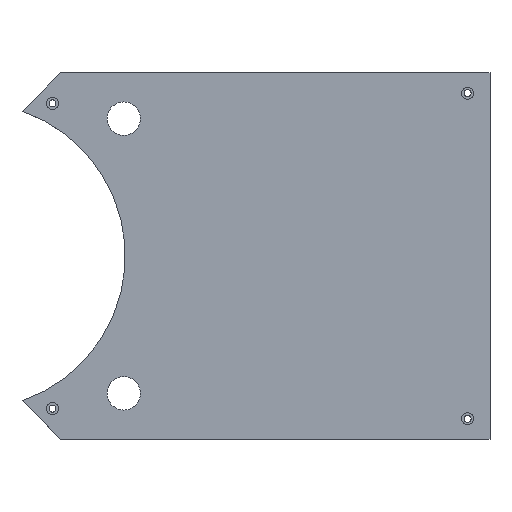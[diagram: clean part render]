
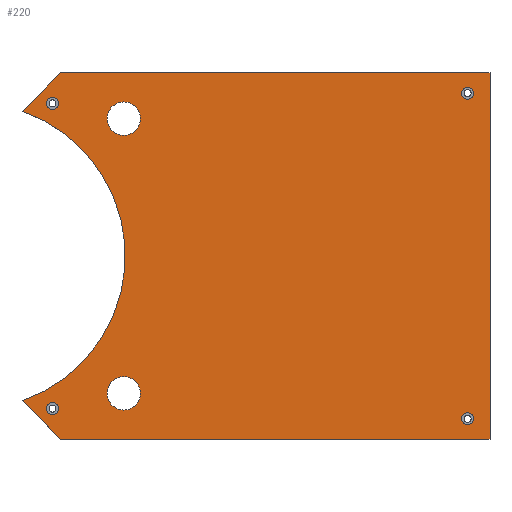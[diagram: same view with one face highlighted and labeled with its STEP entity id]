
A CAD part, top view. The second image highlights one B-rep face of the part: STEP entity #220.
In plain terms, the highlighted planar face has unit normal (0, 0, 1).
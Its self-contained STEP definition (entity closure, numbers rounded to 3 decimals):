
#24 = VERTEX_POINT('',#25);
#25 = CARTESIAN_POINT('',(24.4,-71.131,5.));
#31 = EDGE_CURVE('',#24,#32,#34,.T.);
#32 = VERTEX_POINT('',#33);
#33 = CARTESIAN_POINT('',(24.4,71.131,5.));
#34 = CIRCLE('',#35,75.2);
#35 = AXIS2_PLACEMENT_3D('',#36,#37,#38);
#36 = CARTESIAN_POINT('',(0.,0.,5.));
#37 = DIRECTION('',(0.,0.,1.));
#38 = DIRECTION('',(1.,0.,0.));
#66 = VERTEX_POINT('',#67);
#67 = CARTESIAN_POINT('',(43.269,-90.,5.));
#73 = EDGE_CURVE('',#66,#24,#74,.T.);
#74 = LINE('',#75,#76);
#75 = CARTESIAN_POINT('',(43.269,-90.,5.));
#76 = VECTOR('',#77,1.);
#77 = DIRECTION('',(-0.707,0.707,0.));
#95 = EDGE_CURVE('',#32,#96,#98,.T.);
#96 = VERTEX_POINT('',#97);
#97 = CARTESIAN_POINT('',(43.269,90.,5.));
#98 = LINE('',#99,#100);
#99 = CARTESIAN_POINT('',(24.4,71.131,5.));
#100 = VECTOR('',#101,1.);
#101 = DIRECTION('',(0.707,0.707,0.));
#220 = ADVANCED_FACE('',(#221,#248,#259,#270,#281,#292,#303),#314,.T.);
#221 = FACE_BOUND('',#222,.T.);
#222 = EDGE_LOOP('',(#223,#224,#225,#233,#241,#247));
#223 = ORIENTED_EDGE('',*,*,#31,.F.);
#224 = ORIENTED_EDGE('',*,*,#73,.F.);
#225 = ORIENTED_EDGE('',*,*,#226,.F.);
#226 = EDGE_CURVE('',#227,#66,#229,.T.);
#227 = VERTEX_POINT('',#228);
#228 = CARTESIAN_POINT('',(254.4,-90.,5.));
#229 = LINE('',#230,#231);
#230 = CARTESIAN_POINT('',(254.4,-90.,5.));
#231 = VECTOR('',#232,1.);
#232 = DIRECTION('',(-1.,0.,0.));
#233 = ORIENTED_EDGE('',*,*,#234,.F.);
#234 = EDGE_CURVE('',#235,#227,#237,.T.);
#235 = VERTEX_POINT('',#236);
#236 = CARTESIAN_POINT('',(254.4,90.,5.));
#237 = LINE('',#238,#239);
#238 = CARTESIAN_POINT('',(254.4,90.,5.));
#239 = VECTOR('',#240,1.);
#240 = DIRECTION('',(0.,-1.,0.));
#241 = ORIENTED_EDGE('',*,*,#242,.F.);
#242 = EDGE_CURVE('',#96,#235,#243,.T.);
#243 = LINE('',#244,#245);
#244 = CARTESIAN_POINT('',(43.269,90.,5.));
#245 = VECTOR('',#246,1.);
#246 = DIRECTION('',(1.,0.,0.));
#247 = ORIENTED_EDGE('',*,*,#95,.F.);
#248 = FACE_BOUND('',#249,.T.);
#249 = EDGE_LOOP('',(#250));
#250 = ORIENTED_EDGE('',*,*,#251,.F.);
#251 = EDGE_CURVE('',#252,#252,#254,.T.);
#252 = VERTEX_POINT('',#253);
#253 = CARTESIAN_POINT('',(42.35,-75.,5.));
#254 = CIRCLE('',#255,2.95);
#255 = AXIS2_PLACEMENT_3D('',#256,#257,#258);
#256 = CARTESIAN_POINT('',(39.4,-75.,5.));
#257 = DIRECTION('',(0.,0.,1.));
#258 = DIRECTION('',(1.,0.,0.));
#259 = FACE_BOUND('',#260,.T.);
#260 = EDGE_LOOP('',(#261));
#261 = ORIENTED_EDGE('',*,*,#262,.F.);
#262 = EDGE_CURVE('',#263,#263,#265,.T.);
#263 = VERTEX_POINT('',#264);
#264 = CARTESIAN_POINT('',(82.6,-67.5,5.));
#265 = CIRCLE('',#266,8.2);
#266 = AXIS2_PLACEMENT_3D('',#267,#268,#269);
#267 = CARTESIAN_POINT('',(74.4,-67.5,5.));
#268 = DIRECTION('',(0.,0.,1.));
#269 = DIRECTION('',(1.,0.,0.));
#270 = FACE_BOUND('',#271,.T.);
#271 = EDGE_LOOP('',(#272));
#272 = ORIENTED_EDGE('',*,*,#273,.F.);
#273 = EDGE_CURVE('',#274,#274,#276,.T.);
#274 = VERTEX_POINT('',#275);
#275 = CARTESIAN_POINT('',(246.35,-80.,5.));
#276 = CIRCLE('',#277,2.95);
#277 = AXIS2_PLACEMENT_3D('',#278,#279,#280);
#278 = CARTESIAN_POINT('',(243.4,-80.,5.));
#279 = DIRECTION('',(0.,0.,1.));
#280 = DIRECTION('',(1.,0.,0.));
#281 = FACE_BOUND('',#282,.T.);
#282 = EDGE_LOOP('',(#283));
#283 = ORIENTED_EDGE('',*,*,#284,.F.);
#284 = EDGE_CURVE('',#285,#285,#287,.T.);
#285 = VERTEX_POINT('',#286);
#286 = CARTESIAN_POINT('',(42.35,75.,5.));
#287 = CIRCLE('',#288,2.95);
#288 = AXIS2_PLACEMENT_3D('',#289,#290,#291);
#289 = CARTESIAN_POINT('',(39.4,75.,5.));
#290 = DIRECTION('',(0.,0.,1.));
#291 = DIRECTION('',(1.,0.,0.));
#292 = FACE_BOUND('',#293,.T.);
#293 = EDGE_LOOP('',(#294));
#294 = ORIENTED_EDGE('',*,*,#295,.F.);
#295 = EDGE_CURVE('',#296,#296,#298,.T.);
#296 = VERTEX_POINT('',#297);
#297 = CARTESIAN_POINT('',(82.6,67.5,5.));
#298 = CIRCLE('',#299,8.2);
#299 = AXIS2_PLACEMENT_3D('',#300,#301,#302);
#300 = CARTESIAN_POINT('',(74.4,67.5,5.));
#301 = DIRECTION('',(0.,0.,1.));
#302 = DIRECTION('',(1.,0.,0.));
#303 = FACE_BOUND('',#304,.T.);
#304 = EDGE_LOOP('',(#305));
#305 = ORIENTED_EDGE('',*,*,#306,.F.);
#306 = EDGE_CURVE('',#307,#307,#309,.T.);
#307 = VERTEX_POINT('',#308);
#308 = CARTESIAN_POINT('',(246.35,80.,5.));
#309 = CIRCLE('',#310,2.95);
#310 = AXIS2_PLACEMENT_3D('',#311,#312,#313);
#311 = CARTESIAN_POINT('',(243.4,80.,5.));
#312 = DIRECTION('',(0.,0.,1.));
#313 = DIRECTION('',(1.,0.,0.));
#314 = PLANE('',#315);
#315 = AXIS2_PLACEMENT_3D('',#316,#317,#318);
#316 = CARTESIAN_POINT('',(143.673,0.,5.));
#317 = DIRECTION('',(0.,0.,1.));
#318 = DIRECTION('',(1.,0.,0.));
